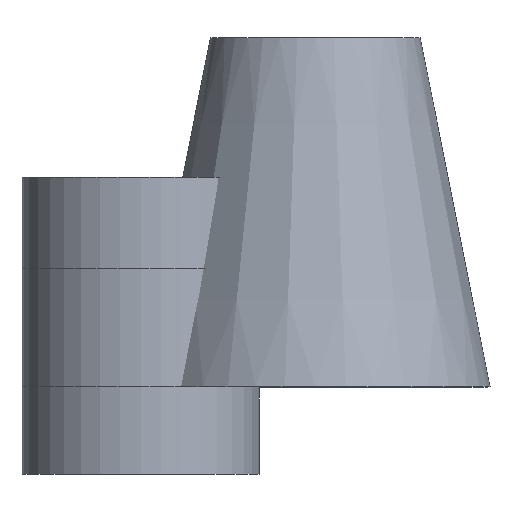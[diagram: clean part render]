
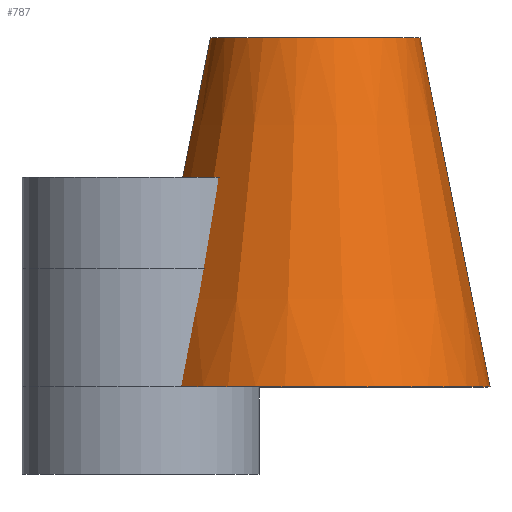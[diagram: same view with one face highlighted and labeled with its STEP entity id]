
A CAD part, top view. The second image highlights one B-rep face of the part: STEP entity #787.
In plain terms, the highlighted conical face has half-angle 11.31 degrees and reference radius 20 mm.
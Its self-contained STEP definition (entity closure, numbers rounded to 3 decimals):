
#117=LINE('',#1133,#146);
#146=VECTOR('',#947,20.);
#175=CONICAL_SURFACE('',#859,20.,0.197);
#194=FACE_OUTER_BOUND('',#246,.T.);
#246=EDGE_LOOP('',(#540,#541,#542,#543));
#309=CIRCLE('',#857,25.);
#311=CIRCLE('',#860,15.);
#341=VERTEX_POINT('',#1126);
#343=VERTEX_POINT('',#1131);
#420=EDGE_CURVE('',#341,#341,#309,.T.);
#422=EDGE_CURVE('',#343,#343,#311,.T.);
#423=EDGE_CURVE('',#343,#341,#117,.T.);
#540=ORIENTED_EDGE('',*,*,#422,.F.);
#541=ORIENTED_EDGE('',*,*,#423,.T.);
#542=ORIENTED_EDGE('',*,*,#420,.T.);
#543=ORIENTED_EDGE('',*,*,#423,.F.);
#787=ADVANCED_FACE('',(#194),#175,.T.);
#857=AXIS2_PLACEMENT_3D('',#1127,#939,#940);
#859=AXIS2_PLACEMENT_3D('',#1130,#943,#944);
#860=AXIS2_PLACEMENT_3D('',#1132,#945,#946);
#939=DIRECTION('center_axis',(0.,1.,0.));
#940=DIRECTION('ref_axis',(1.,0.,0.));
#943=DIRECTION('center_axis',(0.,-1.,0.));
#944=DIRECTION('ref_axis',(-1.,0.,0.));
#945=DIRECTION('center_axis',(0.,1.,0.));
#946=DIRECTION('ref_axis',(1.,0.,0.));
#947=DIRECTION('',(0.196,-0.981,0.));
#1126=CARTESIAN_POINT('',(50.,0.,0.));
#1127=CARTESIAN_POINT('Origin',(25.,0.,0.));
#1130=CARTESIAN_POINT('Origin',(25.,25.,0.));
#1131=CARTESIAN_POINT('',(40.,50.,0.));
#1132=CARTESIAN_POINT('Origin',(25.,50.,0.));
#1133=CARTESIAN_POINT('',(45.,25.,0.));
